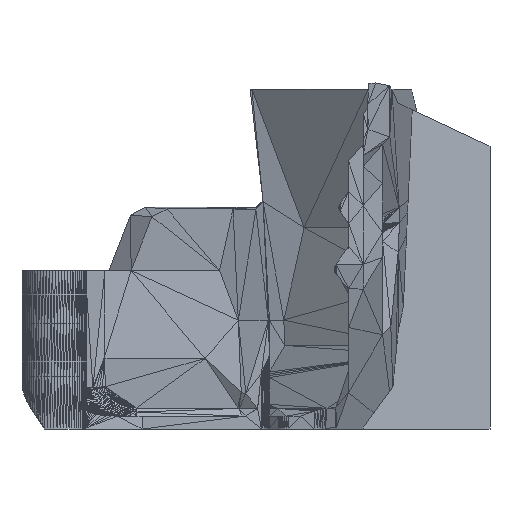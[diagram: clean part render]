
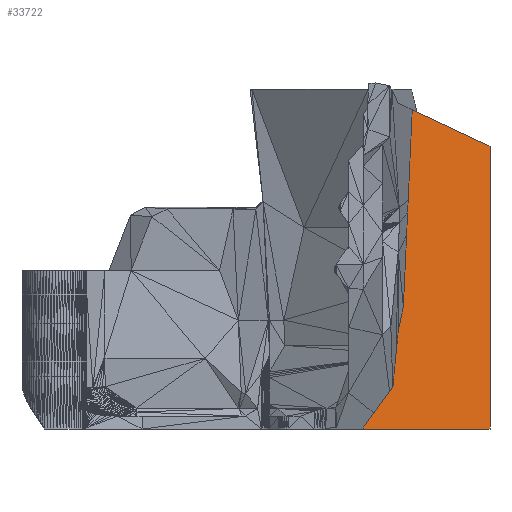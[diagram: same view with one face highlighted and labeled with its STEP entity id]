
A CAD part, front view. The second image highlights one B-rep face of the part: STEP entity #33722.
In plain terms, the highlighted planar face has unit normal (0.174, -0.985, 0).
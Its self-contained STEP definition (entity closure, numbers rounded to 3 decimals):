
#57=PLANE('',#36717);
#3020=FACE_OUTER_BOUND('',#5985,.T.);
#5985=EDGE_LOOP('',(#24708,#24709,#24710,#24711,#24712,#24713,#24714,#24715,
#24716,#24717,#24718,#24719,#24720));
#9092=LINE('',#50594,#13699);
#9093=LINE('',#50596,#13700);
#9094=LINE('',#50598,#13701);
#9095=LINE('',#50600,#13702);
#9096=LINE('',#50602,#13703);
#9097=LINE('',#50604,#13704);
#9098=LINE('',#50606,#13705);
#9099=LINE('',#50608,#13706);
#9100=LINE('',#50610,#13707);
#9101=LINE('',#50612,#13708);
#9102=LINE('',#50614,#13709);
#9103=LINE('',#50616,#13710);
#9104=LINE('',#50617,#13711);
#13699=VECTOR('',#39941,10.);
#13700=VECTOR('',#39942,10.);
#13701=VECTOR('',#39943,10.);
#13702=VECTOR('',#39944,10.);
#13703=VECTOR('',#39945,10.);
#13704=VECTOR('',#39946,10.);
#13705=VECTOR('',#39947,10.);
#13706=VECTOR('',#39948,10.);
#13707=VECTOR('',#39949,10.);
#13708=VECTOR('',#39950,10.);
#13709=VECTOR('',#39951,10.);
#13710=VECTOR('',#39952,10.);
#13711=VECTOR('',#39953,10.);
#18280=VERTEX_POINT('',#50592);
#18281=VERTEX_POINT('',#50593);
#18282=VERTEX_POINT('',#50595);
#18283=VERTEX_POINT('',#50597);
#18284=VERTEX_POINT('',#50599);
#18285=VERTEX_POINT('',#50601);
#18286=VERTEX_POINT('',#50603);
#18287=VERTEX_POINT('',#50605);
#18288=VERTEX_POINT('',#50607);
#18289=VERTEX_POINT('',#50609);
#18290=VERTEX_POINT('',#50611);
#18291=VERTEX_POINT('',#50613);
#18292=VERTEX_POINT('',#50615);
#19982=EDGE_CURVE('',#18280,#18281,#9092,.T.);
#19983=EDGE_CURVE('',#18282,#18280,#9093,.T.);
#19984=EDGE_CURVE('',#18282,#18283,#9094,.T.);
#19985=EDGE_CURVE('',#18284,#18283,#9095,.F.);
#19986=EDGE_CURVE('',#18285,#18284,#9096,.T.);
#19987=EDGE_CURVE('',#18285,#18286,#9097,.F.);
#19988=EDGE_CURVE('',#18287,#18286,#9098,.T.);
#19989=EDGE_CURVE('',#18288,#18287,#9099,.T.);
#19990=EDGE_CURVE('',#18289,#18288,#9100,.T.);
#19991=EDGE_CURVE('',#18290,#18289,#9101,.T.);
#19992=EDGE_CURVE('',#18291,#18290,#9102,.T.);
#19993=EDGE_CURVE('',#18292,#18291,#9103,.T.);
#19994=EDGE_CURVE('',#18281,#18292,#9104,.T.);
#24708=ORIENTED_EDGE('',*,*,#19982,.F.);
#24709=ORIENTED_EDGE('',*,*,#19983,.F.);
#24710=ORIENTED_EDGE('',*,*,#19984,.T.);
#24711=ORIENTED_EDGE('',*,*,#19985,.F.);
#24712=ORIENTED_EDGE('',*,*,#19986,.F.);
#24713=ORIENTED_EDGE('',*,*,#19987,.T.);
#24714=ORIENTED_EDGE('',*,*,#19988,.F.);
#24715=ORIENTED_EDGE('',*,*,#19989,.F.);
#24716=ORIENTED_EDGE('',*,*,#19990,.F.);
#24717=ORIENTED_EDGE('',*,*,#19991,.F.);
#24718=ORIENTED_EDGE('',*,*,#19992,.F.);
#24719=ORIENTED_EDGE('',*,*,#19993,.F.);
#24720=ORIENTED_EDGE('',*,*,#19994,.F.);
#33722=ADVANCED_FACE('',(#3020),#57,.F.);
#36717=AXIS2_PLACEMENT_3D('',#50591,#39939,#39940);
#39939=DIRECTION('center_axis',(-0.174,0.985,0.));
#39940=DIRECTION('ref_axis',(-0.985,-0.174,0.));
#39941=DIRECTION('',(0.586,0.103,0.804));
#39942=DIRECTION('',(0.586,0.103,0.804));
#39943=DIRECTION('',(-0.586,-0.103,-0.804));
#39944=DIRECTION('',(0.985,0.174,0.));
#39945=DIRECTION('',(0.,0.,-1.));
#39946=DIRECTION('',(0.895,0.158,-0.417));
#39947=DIRECTION('',(0.045,0.008,0.999));
#39948=DIRECTION('',(0.045,0.008,0.999));
#39949=DIRECTION('',(0.045,0.008,0.999));
#39950=DIRECTION('',(0.045,0.008,0.999));
#39951=DIRECTION('',(0.205,0.036,0.978));
#39952=DIRECTION('',(0.097,0.017,0.995));
#39953=DIRECTION('',(0.097,0.017,0.995));
#50591=CARTESIAN_POINT('Origin',(54.2,22.958,23.212));
#50592=CARTESIAN_POINT('',(47.68,21.808,10.335));
#50593=CARTESIAN_POINT('',(48.08,21.879,10.883));
#50594=CARTESIAN_POINT('',(53.204,22.782,17.912));
#50595=CARTESIAN_POINT('',(45.76,21.47,7.701));
#50596=CARTESIAN_POINT('',(53.204,22.782,17.912));
#50597=CARTESIAN_POINT('',(44.31,21.214,5.712));
#50598=CARTESIAN_POINT('',(50.802,22.359,14.618));
#50599=CARTESIAN_POINT('',(60.109,24.,5.712));
#50600=CARTESIAN_POINT('',(55.741,23.23,5.712));
#50601=CARTESIAN_POINT('',(60.109,24.,40.712));
#50602=CARTESIAN_POINT('',(60.109,24.,23.212));
#50603=CARTESIAN_POINT('',(50.481,22.302,45.202));
#50604=CARTESIAN_POINT('',(59.522,23.896,40.986));
#50605=CARTESIAN_POINT('',(49.979,22.214,34.062));
#50606=CARTESIAN_POINT('',(49.799,22.182,30.087));
#50607=CARTESIAN_POINT('',(49.911,22.202,32.57));
#50608=CARTESIAN_POINT('',(49.674,22.16,27.311));
#50609=CARTESIAN_POINT('',(49.784,22.179,29.741));
#50610=CARTESIAN_POINT('',(49.591,22.145,25.455));
#50611=CARTESIAN_POINT('',(49.383,22.109,20.842));
#50612=CARTESIAN_POINT('',(49.799,22.182,30.087));
#50613=CARTESIAN_POINT('',(48.759,21.999,17.873));
#50614=CARTESIAN_POINT('',(48.216,21.903,15.287));
#50615=CARTESIAN_POINT('',(48.461,21.946,14.807));
#50616=CARTESIAN_POINT('',(48.457,21.946,14.77));
#50617=CARTESIAN_POINT('',(49.057,22.051,20.941));
